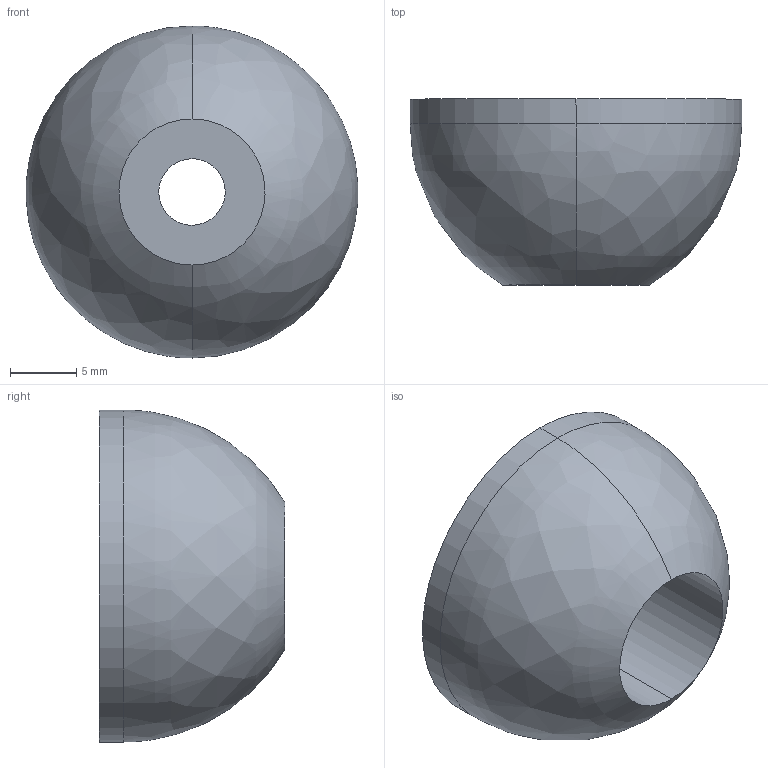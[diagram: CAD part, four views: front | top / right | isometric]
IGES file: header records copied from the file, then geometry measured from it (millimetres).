
Start section: ------------------------------------------------------------------------
Global section: file name: PC50.16380.TM_SK_2519_27504.igs; native system: spGate; preprocessor: ver15.6.1; author: Unknown; organization: Unknown; date: 191209.155749; units: millimetre
Bounding box: 24.97 x 14 x 25 mm (x, y, z)
Volume: 4291.1 mm3; surface area: 2470.8 mm2
Topology: 2 solids, 2 shells, 19 faces, 38 edges, 24 vertices
Faces by surface type: bspline 19
